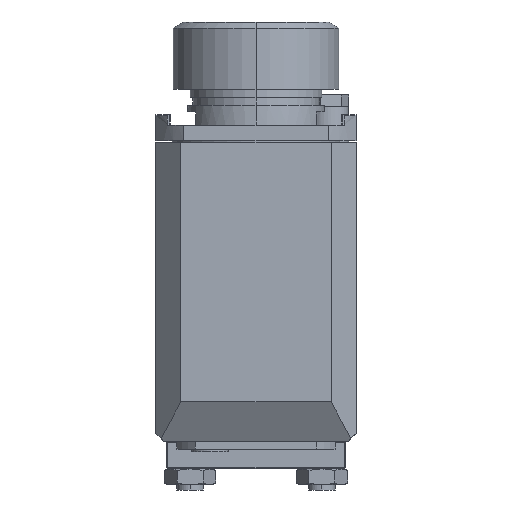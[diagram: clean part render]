
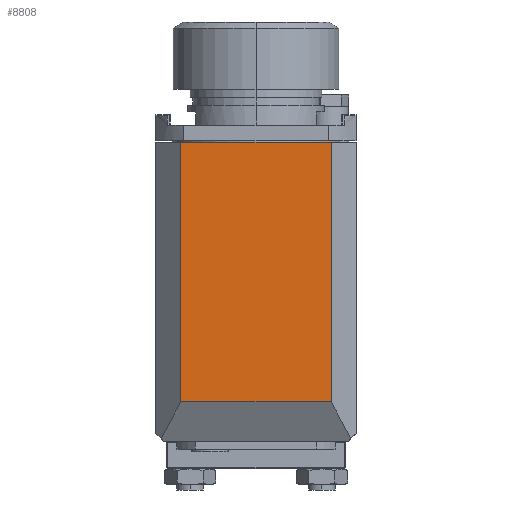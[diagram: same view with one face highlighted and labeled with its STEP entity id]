
A CAD part, left-side view. The second image highlights one B-rep face of the part: STEP entity #8808.
In plain terms, the highlighted planar face has unit normal (-1, 0, 0).
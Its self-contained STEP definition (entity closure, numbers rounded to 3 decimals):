
#2334=DIRECTION('',(0.,1.,0.));
#2335=VECTOR('',#2334,57.);
#2336=CARTESIAN_POINT('',(-125.,-28.5,-40.5));
#2337=LINE('',#2336,#2335);
#2338=DIRECTION('',(0.,0.,1.));
#2339=VECTOR('',#2338,98.5);
#2340=CARTESIAN_POINT('',(-125.,28.5,-40.5));
#2341=LINE('',#2340,#2339);
#2342=DIRECTION('',(0.,-1.,0.));
#2343=VECTOR('',#2342,57.);
#2344=CARTESIAN_POINT('',(-125.,28.5,58.));
#2345=LINE('',#2344,#2343);
#2346=DIRECTION('',(0.,0.,1.));
#2347=VECTOR('',#2346,98.5);
#2348=CARTESIAN_POINT('',(-125.,-28.5,-40.5));
#2349=LINE('',#2348,#2347);
#5585=CARTESIAN_POINT('',(-125.,28.5,58.));
#5587=VERTEX_POINT('',#5585);
#5589=CARTESIAN_POINT('',(-125.,-28.5,58.));
#5591=VERTEX_POINT('',#5589);
#5612=CARTESIAN_POINT('',(-125.,-28.5,-40.5));
#5613=CARTESIAN_POINT('',(-125.,28.5,-40.5));
#5614=VERTEX_POINT('',#5612);
#5615=VERTEX_POINT('',#5613);
#8797=CARTESIAN_POINT('',(-125.,0.,0.));
#8798=DIRECTION('',(1.,0.,0.));
#8799=DIRECTION('',(0.,1.,0.));
#8800=AXIS2_PLACEMENT_3D('',#8797,#8798,#8799);
#8801=PLANE('',#8800);
#8802=ORIENTED_EDGE('',*,*,#7490,.T.);
#8803=ORIENTED_EDGE('',*,*,#8792,.T.);
#8804=ORIENTED_EDGE('',*,*,#7420,.T.);
#8805=ORIENTED_EDGE('',*,*,#7467,.F.);
#8806=EDGE_LOOP('',(#8802,#8803,#8804,#8805));
#8807=FACE_OUTER_BOUND('',#8806,.F.);
#8808=ADVANCED_FACE('',(#8807),#8801,.F.);
#7420=EDGE_CURVE('',#5587,#5591,#2345,.T.);
#7467=EDGE_CURVE('',#5614,#5591,#2349,.T.);
#7490=EDGE_CURVE('',#5614,#5615,#2337,.T.);
#8792=EDGE_CURVE('',#5615,#5587,#2341,.T.);
